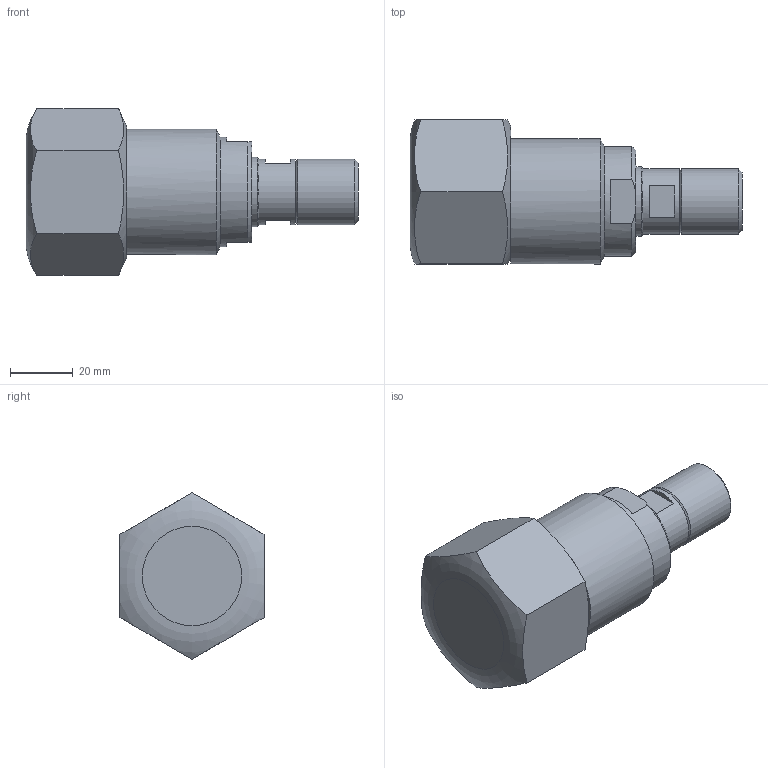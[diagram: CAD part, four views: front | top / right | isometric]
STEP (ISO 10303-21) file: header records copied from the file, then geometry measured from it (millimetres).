
FILE_DESCRIPTION (( 'STEP AP214' ), '1' );
FILE_NAME ('BAL-GGN13-IC-KAF.STEP', '2016-08-23T10:14:26', ( '' ), ( '' ), 'SwSTEP 2.0', 'SolidWorks 2016', '' );
FILE_SCHEMA (( 'AUTOMOTIVE_DESIGN' ));
Length unit declared in the file: millimetre
Products named in the file (1): BAL-GGN13-IC-KAF
Bounding box: 106.03 x 46 x 53.12 mm (x, y, z)
Volume: 99245 mm3; surface area: 19872.8 mm2
Topology: 1 solids, 1 shells, 43 faces, 94 edges, 58 vertices
Faces by surface type: plane 24, cone 11, cylinder 7, torus 1
Full cylindrical faces by diameter (mm): 11.959 x1, 18.631 x1, 20.819 x2, 22.175 x1, 34.991 x1, 39.969 x1
Entity records: 1232 total; most frequent: CARTESIAN_POINT 364, DIRECTION 176, ORIENTED_EDGE 142, AXIS2_PLACEMENT_3D 77, EDGE_CURVE 71, EDGE_LOOP 66, VERTEX_POINT 53, FACE_OUTER_BOUND 51
